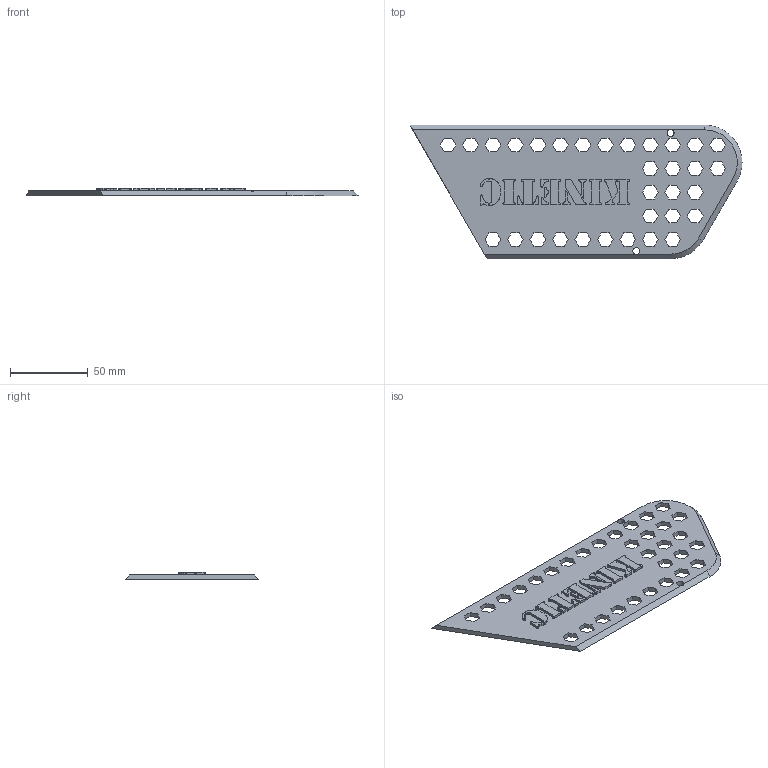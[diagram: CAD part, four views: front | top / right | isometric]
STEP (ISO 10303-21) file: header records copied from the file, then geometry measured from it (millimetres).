
FILE_DESCRIPTION(/* description */ (''),/* implementation_level */ '2;1');
FILE_NAME(/* name */ 'Capacitor cover right half side_.step',/* time_stamp */ '2024-04-02T23:22:20-05:00',/* author */ (''),/* organization */ (''),/* preprocessor_version */ 'ST-DEVELOPER v20',/* originating_system */ 'Autodesk Translation Framework v12.20.1.177',/* authorisation */ '');
FILE_SCHEMA (('AUTOMOTIVE_DESIGN { 1 0 10303 214 3 1 1 }'));
Length unit declared in the file: inch
Products named in the file (1): Capacitor cover right half side 1
Bounding box: 213.86 x 86.11 x 4.59 mm (x, y, z)
Volume: 38576.5 mm3; surface area: 30805.1 mm2
Topology: 1 solids, 1 shells, 509 faces, 1476 edges, 984 vertices
Faces by surface type: plane 283, bspline 222, cone 2, cylinder 2
Full cylindrical faces by diameter (mm): 4.5 x2
Entity records: 18813 total; most frequent: CARTESIAN_POINT 6744, ORIENTED_EDGE 2952, DIRECTION 1620, EDGE_CURVE 1476, LINE 1020, VECTOR 1020, VERTEX_POINT 984, EDGE_LOOP 592
